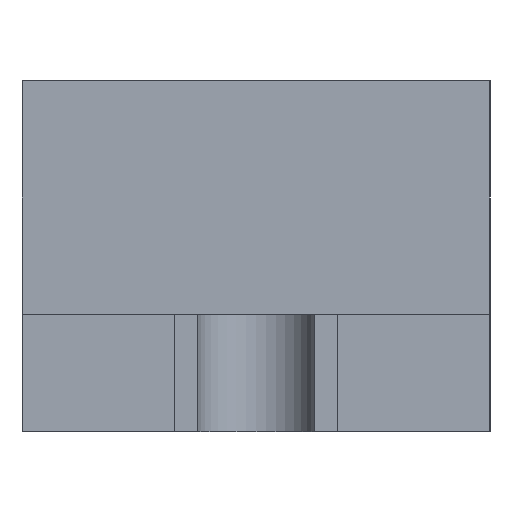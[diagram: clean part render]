
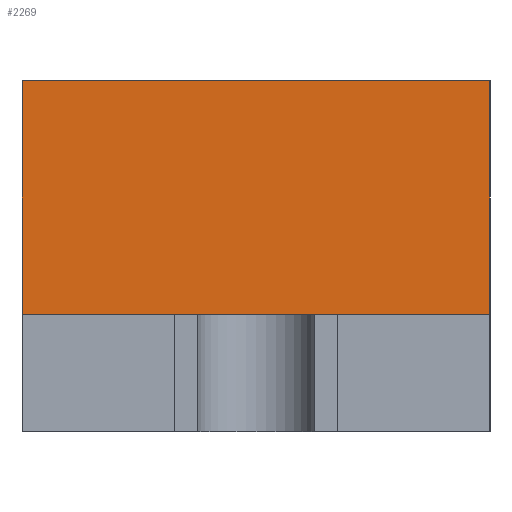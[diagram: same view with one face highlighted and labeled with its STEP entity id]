
A CAD part, left-side view. The second image highlights one B-rep face of the part: STEP entity #2269.
In plain terms, the highlighted planar face has unit normal (-1, 0, 0).
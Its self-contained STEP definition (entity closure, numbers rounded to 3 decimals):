
#2131=CARTESIAN_POINT('',(-1.5,1.,1.5));
#2132=VERTEX_POINT('',#2131);
#2139=CARTESIAN_POINT('',(-1.5,-1.,1.5));
#2140=VERTEX_POINT('',#2139);
#2141=CARTESIAN_POINT('',(-1.5,-1.,1.5));
#2142=DIRECTION('',(0.0,1.0,0.0));
#2143=VECTOR('',#2142,2.0);
#2144=LINE('',#2141,#2143);
#2145=EDGE_CURVE('',#2140,#2132,#2144,.T.);
#2173=CARTESIAN_POINT('',(-1.5,1.,0.5));
#2174=VERTEX_POINT('',#2173);
#2181=CARTESIAN_POINT('',(-1.5,1.,0.5));
#2182=DIRECTION('',(0.0,0.0,1.0));
#2183=VECTOR('',#2182,1.0);
#2184=LINE('',#2181,#2183);
#2185=EDGE_CURVE('',#2174,#2132,#2184,.T.);
#2246=CARTESIAN_POINT('',(-1.5,-1.,0.5));
#2247=DIRECTION('',(-1.0,0.0,0.0));
#2248=DIRECTION('',(0.0,0.0,1.0));
#2249=AXIS2_PLACEMENT_3D('',#2246,#2247,#2248);
#2250=PLANE('',#2249);
#2251=ORIENTED_EDGE('',*,*,#2145,.T.);
#2252=ORIENTED_EDGE('',*,*,#2185,.F.);
#2253=CARTESIAN_POINT('',(-1.5,-1.,0.5));
#2254=VERTEX_POINT('',#2253);
#2255=CARTESIAN_POINT('',(-1.5,-1.,0.5));
#2256=DIRECTION('',(0.0,1.0,0.0));
#2257=VECTOR('',#2256,2.0);
#2258=LINE('',#2255,#2257);
#2259=EDGE_CURVE('',#2254,#2174,#2258,.T.);
#2260=ORIENTED_EDGE('',*,*,#2259,.F.);
#2261=CARTESIAN_POINT('',(-1.5,-1.,0.5));
#2262=DIRECTION('',(0.0,0.0,1.0));
#2263=VECTOR('',#2262,1.0);
#2264=LINE('',#2261,#2263);
#2265=EDGE_CURVE('',#2254,#2140,#2264,.T.);
#2266=ORIENTED_EDGE('',*,*,#2265,.T.);
#2267=EDGE_LOOP('',(#2251,#2252,#2260,#2266));
#2268=FACE_OUTER_BOUND('',#2267,.T.);
#2269=ADVANCED_FACE('',(#2268),#2250,.T.);
